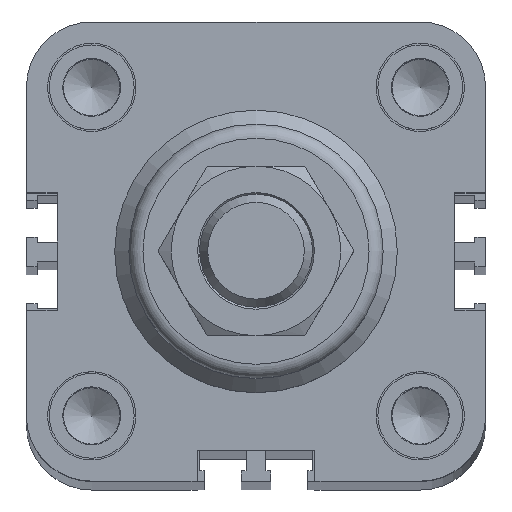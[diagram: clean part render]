
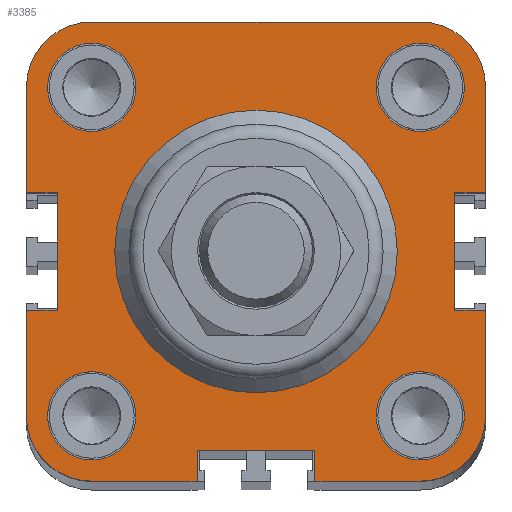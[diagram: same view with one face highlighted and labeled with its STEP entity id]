
A CAD part, top view. The second image highlights one B-rep face of the part: STEP entity #3385.
In plain terms, the highlighted planar face has unit normal (0, 0, 1).
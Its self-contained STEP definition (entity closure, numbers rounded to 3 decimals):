
#113=LINE('',#5444,#391);
#116=LINE('',#5569,#394);
#121=LINE('',#5583,#399);
#125=LINE('',#5592,#403);
#130=LINE('',#5607,#408);
#143=LINE('',#5644,#421);
#144=LINE('',#5647,#422);
#145=LINE('',#5649,#423);
#146=LINE('',#5650,#424);
#147=LINE('',#5652,#425);
#148=LINE('',#5653,#426);
#149=LINE('',#5654,#427);
#150=LINE('',#5656,#428);
#151=LINE('',#5658,#429);
#152=LINE('',#5660,#430);
#153=LINE('',#5661,#431);
#391=VECTOR('',#4419,1000.);
#394=VECTOR('',#4576,1000.);
#399=VECTOR('',#4589,1000.);
#403=VECTOR('',#4595,1000.);
#408=VECTOR('',#4608,1000.);
#421=VECTOR('',#4645,1000.);
#422=VECTOR('',#4646,1000.);
#423=VECTOR('',#4647,1000.);
#424=VECTOR('',#4648,1000.);
#425=VECTOR('',#4649,1000.);
#426=VECTOR('',#4650,1000.);
#427=VECTOR('',#4651,1000.);
#428=VECTOR('',#4652,1000.);
#429=VECTOR('',#4653,1000.);
#430=VECTOR('',#4654,1000.);
#431=VECTOR('',#4655,1000.);
#863=ORIENTED_EDGE('',*,*,#1646,.T.);
#864=ORIENTED_EDGE('',*,*,#1643,.T.);
#865=ORIENTED_EDGE('',*,*,#1640,.T.);
#866=ORIENTED_EDGE('',*,*,#1637,.T.);
#867=ORIENTED_EDGE('',*,*,#1627,.T.);
#868=ORIENTED_EDGE('',*,*,#1698,.T.);
#869=ORIENTED_EDGE('',*,*,#1699,.T.);
#870=ORIENTED_EDGE('',*,*,#1700,.T.);
#871=ORIENTED_EDGE('',*,*,#1669,.F.);
#872=ORIENTED_EDGE('',*,*,#1665,.F.);
#873=ORIENTED_EDGE('',*,*,#1662,.F.);
#874=ORIENTED_EDGE('',*,*,#1616,.F.);
#875=ORIENTED_EDGE('',*,*,#1701,.F.);
#876=ORIENTED_EDGE('',*,*,#1702,.T.);
#877=ORIENTED_EDGE('',*,*,#1620,.T.);
#878=ORIENTED_EDGE('',*,*,#1703,.T.);
#879=ORIENTED_EDGE('',*,*,#1673,.F.);
#880=ORIENTED_EDGE('',*,*,#1676,.F.);
#881=ORIENTED_EDGE('',*,*,#1704,.F.);
#882=ORIENTED_EDGE('',*,*,#1705,.T.);
#883=ORIENTED_EDGE('',*,*,#1706,.T.);
#884=ORIENTED_EDGE('',*,*,#1707,.T.);
#885=ORIENTED_EDGE('',*,*,#1680,.F.);
#886=ORIENTED_EDGE('',*,*,#1683,.F.);
#887=ORIENTED_EDGE('',*,*,#1708,.F.);
#1616=EDGE_CURVE('',#2059,#2060,#2391,.T.);
#1620=EDGE_CURVE('',#2064,#2063,#113,.T.);
#1627=EDGE_CURVE('',#2070,#2070,#2397,.T.);
#1637=EDGE_CURVE('',#2080,#2080,#2407,.T.);
#1640=EDGE_CURVE('',#2083,#2083,#2410,.T.);
#1643=EDGE_CURVE('',#2086,#2086,#2413,.T.);
#1646=EDGE_CURVE('',#2089,#2089,#2416,.T.);
#1662=EDGE_CURVE('',#2060,#2109,#116,.T.);
#1665=EDGE_CURVE('',#2109,#2111,#2432,.T.);
#1669=EDGE_CURVE('',#2111,#2112,#121,.T.);
#1673=EDGE_CURVE('',#2117,#2114,#125,.T.);
#1676=EDGE_CURVE('',#2119,#2117,#2434,.T.);
#1680=EDGE_CURVE('',#2123,#2120,#130,.T.);
#1683=EDGE_CURVE('',#2125,#2123,#2436,.T.);
#1698=EDGE_CURVE('',#2136,#2137,#143,.T.);
#1699=EDGE_CURVE('',#2137,#2138,#144,.T.);
#1700=EDGE_CURVE('',#2138,#2112,#145,.T.);
#1701=EDGE_CURVE('',#2139,#2059,#146,.T.);
#1702=EDGE_CURVE('',#2139,#2064,#147,.T.);
#1703=EDGE_CURVE('',#2063,#2114,#148,.T.);
#1704=EDGE_CURVE('',#2140,#2119,#149,.T.);
#1705=EDGE_CURVE('',#2140,#2141,#150,.T.);
#1706=EDGE_CURVE('',#2141,#2142,#151,.T.);
#1707=EDGE_CURVE('',#2142,#2120,#152,.T.);
#1708=EDGE_CURVE('',#2136,#2125,#153,.T.);
#2059=VERTEX_POINT('',#5434);
#2060=VERTEX_POINT('',#5436);
#2063=VERTEX_POINT('',#5443);
#2064=VERTEX_POINT('',#5445);
#2070=VERTEX_POINT('',#5462);
#2080=VERTEX_POINT('',#5489);
#2083=VERTEX_POINT('',#5498);
#2086=VERTEX_POINT('',#5507);
#2089=VERTEX_POINT('',#5516);
#2109=VERTEX_POINT('',#5570);
#2111=VERTEX_POINT('',#5576);
#2112=VERTEX_POINT('',#5580);
#2114=VERTEX_POINT('',#5586);
#2117=VERTEX_POINT('',#5591);
#2119=VERTEX_POINT('',#5597);
#2120=VERTEX_POINT('',#5601);
#2123=VERTEX_POINT('',#5606);
#2125=VERTEX_POINT('',#5612);
#2136=VERTEX_POINT('',#5645);
#2137=VERTEX_POINT('',#5646);
#2138=VERTEX_POINT('',#5648);
#2139=VERTEX_POINT('',#5651);
#2140=VERTEX_POINT('',#5655);
#2141=VERTEX_POINT('',#5657);
#2142=VERTEX_POINT('',#5659);
#2391=CIRCLE('',#4032,9.25);
#2397=CIRCLE('',#4043,20.);
#2407=CIRCLE('',#4060,6.25);
#2410=CIRCLE('',#4066,6.25);
#2413=CIRCLE('',#4072,6.25);
#2416=CIRCLE('',#4078,6.25);
#2432=CIRCLE('',#4113,9.25);
#2434=CIRCLE('',#4118,9.25);
#2436=CIRCLE('',#4122,9.25);
#2618=EDGE_LOOP('',(#863));
#2619=EDGE_LOOP('',(#864));
#2620=EDGE_LOOP('',(#865));
#2621=EDGE_LOOP('',(#866));
#2622=EDGE_LOOP('',(#867));
#2623=EDGE_LOOP('',(#868,#869,#870,#871,#872,#873,#874,#875,#876,#877,#878,
#879,#880,#881,#882,#883,#884,#885,#886,#887));
#2952=FACE_BOUND('',#2618,.T.);
#2953=FACE_BOUND('',#2619,.T.);
#2954=FACE_BOUND('',#2620,.T.);
#2955=FACE_BOUND('',#2621,.T.);
#2956=FACE_BOUND('',#2622,.T.);
#2957=FACE_BOUND('',#2623,.T.);
#3216=PLANE('',#4131);
#3385=ADVANCED_FACE('',(#2952,#2953,#2954,#2955,#2956,#2957),#3216,.T.);
#4032=AXIS2_PLACEMENT_3D('',#5435,#4412,#4413);
#4043=AXIS2_PLACEMENT_3D('',#5461,#4439,#4440);
#4060=AXIS2_PLACEMENT_3D('',#5488,#4473,#4474);
#4066=AXIS2_PLACEMENT_3D('',#5497,#4485,#4486);
#4072=AXIS2_PLACEMENT_3D('',#5506,#4497,#4498);
#4078=AXIS2_PLACEMENT_3D('',#5515,#4509,#4510);
#4113=AXIS2_PLACEMENT_3D('',#5575,#4582,#4583);
#4118=AXIS2_PLACEMENT_3D('',#5598,#4601,#4602);
#4122=AXIS2_PLACEMENT_3D('',#5613,#4614,#4615);
#4131=AXIS2_PLACEMENT_3D('',#5643,#4643,#4644);
#4412=DIRECTION('',(0.,0.,-1.));
#4413=DIRECTION('',(0.,1.,0.));
#4419=DIRECTION('',(0.,-1.,0.));
#4439=DIRECTION('',(0.,0.,-1.));
#4440=DIRECTION('',(-1.,0.,0.));
#4473=DIRECTION('',(0.,0.,-1.));
#4474=DIRECTION('',(-1.,0.,0.));
#4485=DIRECTION('',(0.,0.,-1.));
#4486=DIRECTION('',(-1.,0.,0.));
#4497=DIRECTION('',(0.,0.,-1.));
#4498=DIRECTION('',(-1.,0.,0.));
#4509=DIRECTION('',(0.,0.,-1.));
#4510=DIRECTION('',(-1.,0.,0.));
#4576=DIRECTION('',(1.,0.,0.));
#4582=DIRECTION('',(0.,0.,-1.));
#4583=DIRECTION('',(1.,0.,0.));
#4589=DIRECTION('',(0.,-1.,0.));
#4595=DIRECTION('',(0.,1.,0.));
#4601=DIRECTION('',(0.,0.,-1.));
#4602=DIRECTION('',(-1.,0.,0.));
#4608=DIRECTION('',(-1.,0.,0.));
#4614=DIRECTION('',(0.,0.,-1.));
#4615=DIRECTION('',(0.,-1.,0.));
#4643=DIRECTION('',(0.,0.,1.));
#4644=DIRECTION('',(1.,0.,0.));
#4645=DIRECTION('',(-1.,0.,0.));
#4646=DIRECTION('',(0.,1.,0.));
#4647=DIRECTION('',(1.,0.,0.));
#4648=DIRECTION('',(0.,1.,0.));
#4649=DIRECTION('',(1.,0.,0.));
#4650=DIRECTION('',(-1.,0.,0.));
#4651=DIRECTION('',(-1.,0.,0.));
#4652=DIRECTION('',(0.,1.,0.));
#4653=DIRECTION('',(1.,0.,0.));
#4654=DIRECTION('',(0.,-1.,0.));
#4655=DIRECTION('',(0.,-1.,0.));
#5434=CARTESIAN_POINT('',(-32.5,23.25,53.));
#5435=CARTESIAN_POINT('',(-23.25,23.25,53.));
#5436=CARTESIAN_POINT('',(-23.25,32.5,53.));
#5443=CARTESIAN_POINT('',(-28.125,-8.35,53.));
#5444=CARTESIAN_POINT('',(-28.125,8.35,53.));
#5445=CARTESIAN_POINT('',(-28.125,8.35,53.));
#5461=CARTESIAN_POINT('',(0.,0.,53.));
#5462=CARTESIAN_POINT('',(-20.,0.,53.));
#5488=CARTESIAN_POINT('',(23.25,-23.25,53.));
#5489=CARTESIAN_POINT('',(17.,-23.25,53.));
#5497=CARTESIAN_POINT('',(23.25,23.25,53.));
#5498=CARTESIAN_POINT('',(17.,23.25,53.));
#5506=CARTESIAN_POINT('',(-23.25,23.25,53.));
#5507=CARTESIAN_POINT('',(-29.5,23.25,53.));
#5515=CARTESIAN_POINT('',(-23.25,-23.25,53.));
#5516=CARTESIAN_POINT('',(-29.5,-23.25,53.));
#5569=CARTESIAN_POINT('',(-23.25,32.5,53.));
#5570=CARTESIAN_POINT('',(23.25,32.5,53.));
#5575=CARTESIAN_POINT('',(23.25,23.25,53.));
#5576=CARTESIAN_POINT('',(32.5,23.25,53.));
#5580=CARTESIAN_POINT('',(32.5,8.35,53.));
#5583=CARTESIAN_POINT('',(32.5,-23.25,53.));
#5586=CARTESIAN_POINT('',(-32.5,-8.35,53.));
#5591=CARTESIAN_POINT('',(-32.5,-23.25,53.));
#5592=CARTESIAN_POINT('',(-32.5,23.25,53.));
#5597=CARTESIAN_POINT('',(-23.25,-32.5,53.));
#5598=CARTESIAN_POINT('',(-23.25,-23.25,53.));
#5601=CARTESIAN_POINT('',(8.35,-32.5,53.));
#5606=CARTESIAN_POINT('',(23.25,-32.5,53.));
#5607=CARTESIAN_POINT('',(-23.25,-32.5,53.));
#5612=CARTESIAN_POINT('',(32.5,-23.25,53.));
#5613=CARTESIAN_POINT('',(23.25,-23.25,53.));
#5643=CARTESIAN_POINT('',(-30.545,0.,53.));
#5644=CARTESIAN_POINT('',(32.5,-8.35,53.));
#5645=CARTESIAN_POINT('',(32.5,-8.35,53.));
#5646=CARTESIAN_POINT('',(28.125,-8.35,53.));
#5647=CARTESIAN_POINT('',(28.125,-8.35,53.));
#5648=CARTESIAN_POINT('',(28.125,8.35,53.));
#5649=CARTESIAN_POINT('',(28.125,8.35,53.));
#5650=CARTESIAN_POINT('',(-32.5,8.35,53.));
#5651=CARTESIAN_POINT('',(-32.5,8.35,53.));
#5652=CARTESIAN_POINT('',(-30.545,8.35,53.));
#5653=CARTESIAN_POINT('',(-30.545,-8.35,53.));
#5654=CARTESIAN_POINT('',(-8.35,-32.5,53.));
#5655=CARTESIAN_POINT('',(-8.35,-32.5,53.));
#5656=CARTESIAN_POINT('',(-8.35,-32.5,53.));
#5657=CARTESIAN_POINT('',(-8.35,-28.125,53.));
#5658=CARTESIAN_POINT('',(-8.35,-28.125,53.));
#5659=CARTESIAN_POINT('',(8.35,-28.125,53.));
#5660=CARTESIAN_POINT('',(8.35,-28.125,53.));
#5661=CARTESIAN_POINT('',(32.5,-8.35,53.));
